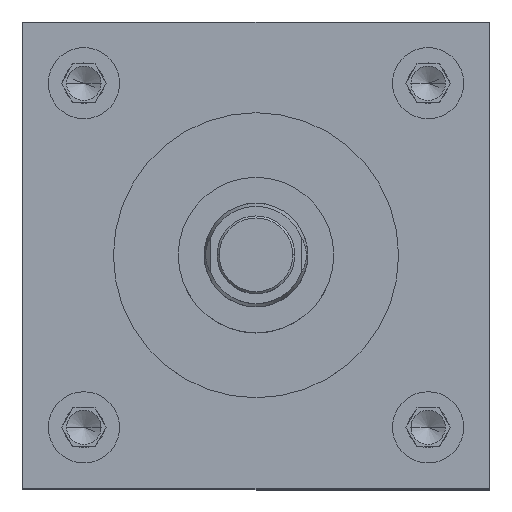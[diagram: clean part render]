
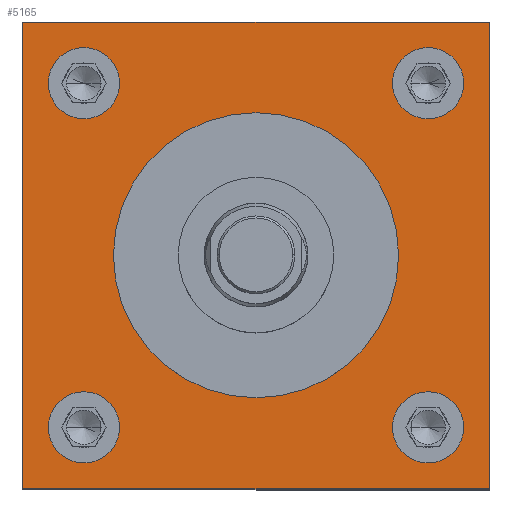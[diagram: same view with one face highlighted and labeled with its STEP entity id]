
A CAD part, top view. The second image highlights one B-rep face of the part: STEP entity #5165.
In plain terms, the highlighted planar face has unit normal (0, 0, 1).
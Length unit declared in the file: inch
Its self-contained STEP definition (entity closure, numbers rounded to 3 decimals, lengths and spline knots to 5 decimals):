
#39 = AXIS2_PLACEMENT_3D ( 'NONE', #5523, #5990, #4917 ) ;
#49 = EDGE_CURVE ( 'NONE', #4006, #5652, #1229, .T. ) ;
#75 = CARTESIAN_POINT ( 'NONE',  ( -1.66, -1.66, 8.25 ) ) ;
#93 = CARTESIAN_POINT ( 'NONE',  ( -2.25, -2.25, 8.25 ) ) ;
#110 = CARTESIAN_POINT ( 'NONE',  ( 0., 0., 8.25 ) ) ;
#215 = VECTOR ( 'NONE', #1952, 39.37008 ) ;
#274 = DIRECTION ( 'NONE',  ( 0., 0., 1. ) ) ;
#286 = EDGE_CURVE ( 'NONE', #3581, #1126, #2277, .T. ) ;
#567 = VERTEX_POINT ( 'NONE', #2965 ) ;
#569 = CIRCLE ( 'NONE', #7134, 0.3435 ) ;
#610 = DIRECTION ( 'NONE',  ( 1., 0., 0. ) ) ;
#630 = VECTOR ( 'NONE', #3546, 39.37008 ) ;
#809 = ORIENTED_EDGE ( 'NONE', *, *, #1228, .F. ) ;
#846 = AXIS2_PLACEMENT_3D ( 'NONE', #2506, #1840, #4074 ) ;
#889 = DIRECTION ( 'NONE',  ( 0., 0., -1. ) ) ;
#949 = EDGE_CURVE ( 'NONE', #5502, #6502, #6814, .T. ) ;
#954 = CARTESIAN_POINT ( 'NONE',  ( -2.25, 2.25, 8.25 ) ) ;
#992 = FACE_BOUND ( 'NONE', #4689, .T. ) ;
#1022 = CARTESIAN_POINT ( 'NONE',  ( -2.0035, -1.66, 8.25 ) ) ;
#1102 = CARTESIAN_POINT ( 'NONE',  ( -2.0035, 1.66, 8.25 ) ) ;
#1126 = VERTEX_POINT ( 'NONE', #1022 ) ;
#1131 = ORIENTED_EDGE ( 'NONE', *, *, #4606, .T. ) ;
#1137 = EDGE_CURVE ( 'NONE', #5652, #4006, #5542, .T. ) ;
#1228 = EDGE_CURVE ( 'NONE', #567, #5598, #4735, .T. ) ;
#1229 = CIRCLE ( 'NONE', #3799, 0.3435 ) ;
#1342 = CARTESIAN_POINT ( 'NONE',  ( 2.25, 2.25, 8.25 ) ) ;
#1496 = FACE_BOUND ( 'NONE', #3033, .T. ) ;
#1521 = DIRECTION ( 'NONE',  ( 0., 0., 1. ) ) ;
#1533 = DIRECTION ( 'NONE',  ( 0., 0., 1. ) ) ;
#1540 = EDGE_CURVE ( 'NONE', #3416, #3061, #6656, .T. ) ;
#1573 = FACE_BOUND ( 'NONE', #6871, .T. ) ;
#1627 = CARTESIAN_POINT ( 'NONE',  ( -1.66, 1.66, 8.25 ) ) ;
#1674 = EDGE_LOOP ( 'NONE', ( #5863, #5997 ) ) ;
#1730 = VECTOR ( 'NONE', #7127, 39.37008 ) ;
#1768 = DIRECTION ( 'NONE',  ( 1., 0., 0. ) ) ;
#1840 = DIRECTION ( 'NONE',  ( 0., 0., 1. ) ) ;
#1952 = DIRECTION ( 'NONE',  ( 1., 0., 0. ) ) ;
#1976 = EDGE_LOOP ( 'NONE', ( #5998, #6867, #5518, #1131 ) ) ;
#2038 = CIRCLE ( 'NONE', #2982, 0.3435 ) ;
#2046 = FACE_BOUND ( 'NONE', #2722, .T. ) ;
#2103 = DIRECTION ( 'NONE',  ( 0., 0., 1. ) ) ;
#2215 = DIRECTION ( 'NONE',  ( 0., 0., 1. ) ) ;
#2224 = CIRCLE ( 'NONE', #846, 0.3435 ) ;
#2277 = CIRCLE ( 'NONE', #7129, 0.3435 ) ;
#2297 = DIRECTION ( 'NONE',  ( 0., 0., 1. ) ) ;
#2405 = VERTEX_POINT ( 'NONE', #1102 ) ;
#2506 = CARTESIAN_POINT ( 'NONE',  ( -1.66, 1.66, 8.25 ) ) ;
#2553 = FACE_OUTER_BOUND ( 'NONE', #1976, .T. ) ;
#2655 = CARTESIAN_POINT ( 'NONE',  ( 2.25, -2.25, 8.25 ) ) ;
#2670 = DIRECTION ( 'NONE',  ( 0., 0., 1. ) ) ;
#2694 = CARTESIAN_POINT ( 'NONE',  ( 1.66, 1.66, 8.25 ) ) ;
#2722 = EDGE_LOOP ( 'NONE', ( #6579, #4356 ) ) ;
#2873 = ORIENTED_EDGE ( 'NONE', *, *, #5534, .F. ) ;
#2965 = CARTESIAN_POINT ( 'NONE',  ( -1.375, 0., 8.25 ) ) ;
#2974 = EDGE_CURVE ( 'NONE', #3061, #3416, #569, .T. ) ;
#2982 = AXIS2_PLACEMENT_3D ( 'NONE', #1627, #2103, #6553 ) ;
#2986 = DIRECTION ( 'NONE',  ( 1., 0., 0. ) ) ;
#3001 = VECTOR ( 'NONE', #4734, 39.37008 ) ;
#3025 = CARTESIAN_POINT ( 'NONE',  ( 1.66, 1.66, 8.25 ) ) ;
#3033 = EDGE_LOOP ( 'NONE', ( #3555, #809 ) ) ;
#3061 = VERTEX_POINT ( 'NONE', #6472 ) ;
#3225 = PLANE ( 'NONE',  #5227 ) ;
#3237 = EDGE_CURVE ( 'NONE', #4288, #4545, #6142, .T. ) ;
#3251 = ORIENTED_EDGE ( 'NONE', *, *, #2974, .F. ) ;
#3347 = CARTESIAN_POINT ( 'NONE',  ( 2.0035, -1.66, 8.25 ) ) ;
#3378 = CIRCLE ( 'NONE', #3611, 0.3435 ) ;
#3416 = VERTEX_POINT ( 'NONE', #3478 ) ;
#3478 = CARTESIAN_POINT ( 'NONE',  ( 2.0035, 1.66, 8.25 ) ) ;
#3529 = EDGE_CURVE ( 'NONE', #5598, #567, #6243, .T. ) ;
#3546 = DIRECTION ( 'NONE',  ( -1., 0., 0. ) ) ;
#3555 = ORIENTED_EDGE ( 'NONE', *, *, #3529, .F. ) ;
#3581 = VERTEX_POINT ( 'NONE', #5492 ) ;
#3611 = AXIS2_PLACEMENT_3D ( 'NONE', #4233, #2670, #4844 ) ;
#3619 = CARTESIAN_POINT ( 'NONE',  ( -2.25, 2.25, 8.25 ) ) ;
#3631 = CARTESIAN_POINT ( 'NONE',  ( -2.25, 2.25, 8.25 ) ) ;
#3799 = AXIS2_PLACEMENT_3D ( 'NONE', #5964, #5425, #6428 ) ;
#4006 = VERTEX_POINT ( 'NONE', #3347 ) ;
#4074 = DIRECTION ( 'NONE',  ( 1., 0., 0. ) ) ;
#4158 = CARTESIAN_POINT ( 'NONE',  ( 2.25, -2.25, 8.25 ) ) ;
#4233 = CARTESIAN_POINT ( 'NONE',  ( -1.66, -1.66, 8.25 ) ) ;
#4288 = VERTEX_POINT ( 'NONE', #3631 ) ;
#4356 = ORIENTED_EDGE ( 'NONE', *, *, #5185, .F. ) ;
#4461 = VERTEX_POINT ( 'NONE', #6614 ) ;
#4467 = CARTESIAN_POINT ( 'NONE',  ( -2.25, -2.25, 8.25 ) ) ;
#4545 = VERTEX_POINT ( 'NONE', #4467 ) ;
#4606 = EDGE_CURVE ( 'NONE', #6502, #4288, #5247, .T. ) ;
#4678 = ORIENTED_EDGE ( 'NONE', *, *, #6359, .F. ) ;
#4689 = EDGE_LOOP ( 'NONE', ( #4678, #2873 ) ) ;
#4734 = DIRECTION ( 'NONE',  ( 0., 1., 0. ) ) ;
#4735 = CIRCLE ( 'NONE', #4970, 1.375 ) ;
#4844 = DIRECTION ( 'NONE',  ( 1., 0., 0. ) ) ;
#4917 = DIRECTION ( 'NONE',  ( 1., 0., 0. ) ) ;
#4970 = AXIS2_PLACEMENT_3D ( 'NONE', #110, #2297, #1768 ) ;
#5165 = ADVANCED_FACE ( 'NONE', ( #5849, #1573, #2046, #992, #1496, #2553 ), #3225, .F. ) ;
#5174 = AXIS2_PLACEMENT_3D ( 'NONE', #2694, #1521, #5415 ) ;
#5185 = EDGE_CURVE ( 'NONE', #1126, #3581, #3378, .T. ) ;
#5227 = AXIS2_PLACEMENT_3D ( 'NONE', #954, #889, #5387 ) ;
#5247 = LINE ( 'NONE', #3619, #630 ) ;
#5387 = DIRECTION ( 'NONE',  ( -1., 0., 0. ) ) ;
#5415 = DIRECTION ( 'NONE',  ( 1., 0., 0. ) ) ;
#5419 = CARTESIAN_POINT ( 'NONE',  ( 1.66, -1.66, 8.25 ) ) ;
#5425 = DIRECTION ( 'NONE',  ( 0., 0., 1. ) ) ;
#5444 = CARTESIAN_POINT ( 'NONE',  ( 1.375, 0., 8.25 ) ) ;
#5492 = CARTESIAN_POINT ( 'NONE',  ( -1.3165, -1.66, 8.25 ) ) ;
#5502 = VERTEX_POINT ( 'NONE', #2655 ) ;
#5518 = ORIENTED_EDGE ( 'NONE', *, *, #949, .T. ) ;
#5523 = CARTESIAN_POINT ( 'NONE',  ( 0., 0., 8.25 ) ) ;
#5534 = EDGE_CURVE ( 'NONE', #2405, #4461, #2038, .T. ) ;
#5542 = CIRCLE ( 'NONE', #5654, 0.3435 ) ;
#5574 = CARTESIAN_POINT ( 'NONE',  ( 1.3165, -1.66, 8.25 ) ) ;
#5598 = VERTEX_POINT ( 'NONE', #5444 ) ;
#5652 = VERTEX_POINT ( 'NONE', #5574 ) ;
#5654 = AXIS2_PLACEMENT_3D ( 'NONE', #5419, #1533, #6995 ) ;
#5666 = LINE ( 'NONE', #5811, #215 ) ;
#5811 = CARTESIAN_POINT ( 'NONE',  ( -2.25, -2.25, 8.25 ) ) ;
#5849 = FACE_BOUND ( 'NONE', #1674, .T. ) ;
#5863 = ORIENTED_EDGE ( 'NONE', *, *, #49, .F. ) ;
#5964 = CARTESIAN_POINT ( 'NONE',  ( 1.66, -1.66, 8.25 ) ) ;
#5990 = DIRECTION ( 'NONE',  ( 0., 0., 1. ) ) ;
#5997 = ORIENTED_EDGE ( 'NONE', *, *, #1137, .F. ) ;
#5998 = ORIENTED_EDGE ( 'NONE', *, *, #3237, .T. ) ;
#6142 = LINE ( 'NONE', #93, #1730 ) ;
#6243 = CIRCLE ( 'NONE', #39, 1.375 ) ;
#6359 = EDGE_CURVE ( 'NONE', #4461, #2405, #2224, .T. ) ;
#6428 = DIRECTION ( 'NONE',  ( 1., 0., 0. ) ) ;
#6472 = CARTESIAN_POINT ( 'NONE',  ( 1.3165, 1.66, 8.25 ) ) ;
#6502 = VERTEX_POINT ( 'NONE', #1342 ) ;
#6553 = DIRECTION ( 'NONE',  ( 1., 0., 0. ) ) ;
#6579 = ORIENTED_EDGE ( 'NONE', *, *, #286, .F. ) ;
#6614 = CARTESIAN_POINT ( 'NONE',  ( -1.3165, 1.66, 8.25 ) ) ;
#6656 = CIRCLE ( 'NONE', #5174, 0.3435 ) ;
#6812 = ORIENTED_EDGE ( 'NONE', *, *, #1540, .F. ) ;
#6814 = LINE ( 'NONE', #4158, #3001 ) ;
#6867 = ORIENTED_EDGE ( 'NONE', *, *, #6922, .T. ) ;
#6871 = EDGE_LOOP ( 'NONE', ( #6812, #3251 ) ) ;
#6922 = EDGE_CURVE ( 'NONE', #4545, #5502, #5666, .T. ) ;
#6995 = DIRECTION ( 'NONE',  ( 1., 0., 0. ) ) ;
#7127 = DIRECTION ( 'NONE',  ( 0., -1., 0. ) ) ;
#7129 = AXIS2_PLACEMENT_3D ( 'NONE', #75, #2215, #610 ) ;
#7134 = AXIS2_PLACEMENT_3D ( 'NONE', #3025, #274, #2986 ) ;
